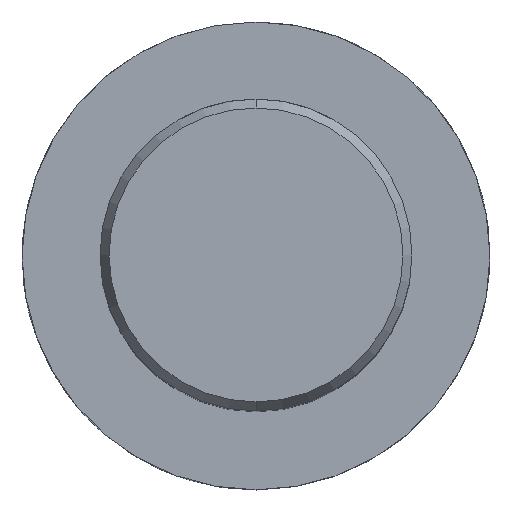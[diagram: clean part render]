
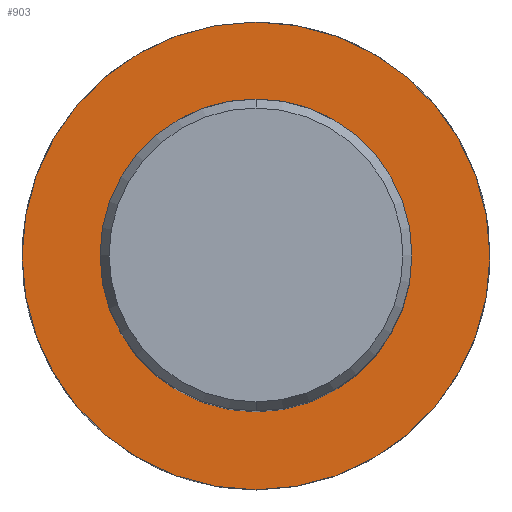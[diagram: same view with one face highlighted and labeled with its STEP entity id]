
A CAD part, top view. The second image highlights one B-rep face of the part: STEP entity #903.
In plain terms, the highlighted planar face has unit normal (0, 0, 1).
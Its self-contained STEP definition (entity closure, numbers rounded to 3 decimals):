
#479=EDGE_CURVE('',#993,#585,#1317,.T.);
#525=EDGE_CURVE('',#585,#993,#1367,.T.);
#553=EDGE_CURVE('',#1155,#929,#1395,.T.);
#585=VERTEX_POINT('',#1430);
#845=EDGE_CURVE('',#929,#1155,#1713,.T.);
#903=ADVANCED_FACE('',(#1776,#1777),#1778,.T.);
#929=VERTEX_POINT('',#1804);
#993=VERTEX_POINT('',#1872);
#1155=VERTEX_POINT('',#2052);
#1317=CIRCLE('',#2456,20.0);
#1367=CIRCLE('',#2581,20.0);
#1395=CIRCLE('',#2685,30.0);
#1430=CARTESIAN_POINT('',(0.,-20.0,-70.0));
#1713=CIRCLE('',#3614,30.0);
#1776=FACE_BOUND('',#4014,.T.);
#1777=FACE_OUTER_BOUND('',#4015,.T.);
#1778=PLANE('',#4016);
#1804=CARTESIAN_POINT('',(0.,-30.0,-70.0));
#1872=CARTESIAN_POINT('',(0.0,20.0,-70.0));
#2052=CARTESIAN_POINT('',(0.0,30.0,-70.0));
#2456=AXIS2_PLACEMENT_3D('',#5119,#5120,#5121);
#2581=AXIS2_PLACEMENT_3D('',#5179,#5180,#5181);
#2685=AXIS2_PLACEMENT_3D('',#5196,#5197,#5198);
#3614=AXIS2_PLACEMENT_3D('',#5582,#5583,#5584);
#4014=EDGE_LOOP('',(#5650,#5651));
#4015=EDGE_LOOP('',(#5652,#5653));
#4016=AXIS2_PLACEMENT_3D('',#5654,#5655,#5656);
#5119=CARTESIAN_POINT('',(0.0,0.0,-70.0));
#5120=DIRECTION('',(-0.0,0.0,-1.0));
#5121=DIRECTION('',(0.0,1.0,0.0));
#5179=CARTESIAN_POINT('',(0.0,0.0,-70.0));
#5180=DIRECTION('',(-0.0,0.0,-1.0));
#5181=DIRECTION('',(0.0,1.0,0.0));
#5196=CARTESIAN_POINT('',(0.0,0.0,-70.0));
#5197=DIRECTION('',(0.0,0.0,-1.0));
#5198=DIRECTION('',(0.0,1.0,0.0));
#5582=CARTESIAN_POINT('',(0.0,0.0,-70.0));
#5583=DIRECTION('',(0.0,0.0,-1.0));
#5584=DIRECTION('',(0.0,1.0,0.0));
#5650=ORIENTED_EDGE('',*,*,#479,.T.);
#5651=ORIENTED_EDGE('',*,*,#525,.T.);
#5652=ORIENTED_EDGE('',*,*,#553,.F.);
#5653=ORIENTED_EDGE('',*,*,#845,.F.);
#5654=CARTESIAN_POINT('',(0.0,15.0,-70.0));
#5655=DIRECTION('',(-0.0,0.0,1.0));
#5656=DIRECTION('',(0.0,-1.0,0.0));
